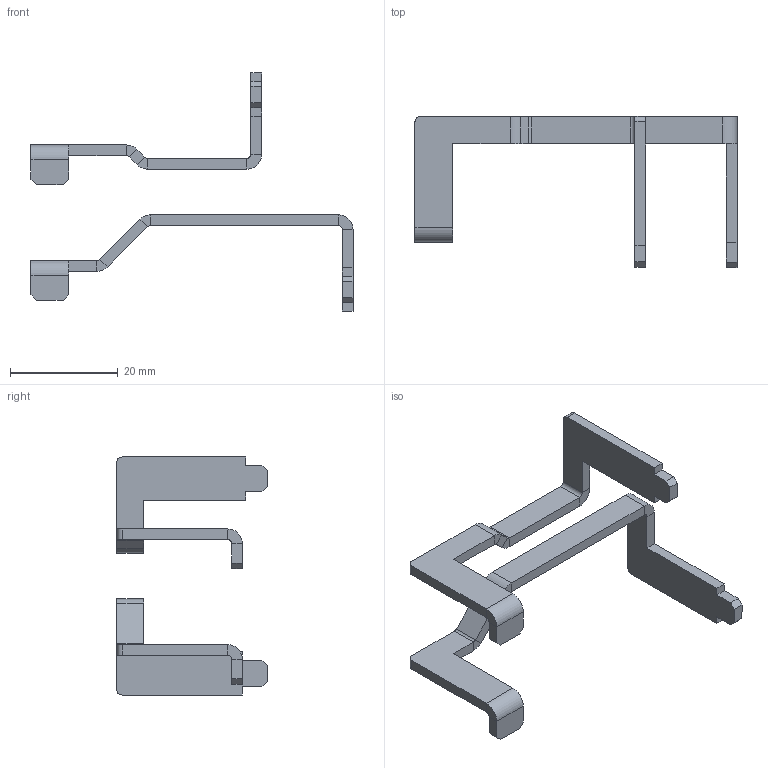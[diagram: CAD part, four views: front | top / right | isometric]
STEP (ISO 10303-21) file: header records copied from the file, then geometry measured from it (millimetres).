
FILE_DESCRIPTION (( 'STEP AP203' ), '1' );
FILE_NAME ('CT BUS BAR ASSY_SMA_9523_1.STEP', '2023-09-05T23:50:42', ( '' ), ( '' ), 'SwSTEP 2.0', 'SolidWorks 2022', '' );
FILE_SCHEMA (( 'CONFIG_CONTROL_DESIGN' ));
Length unit declared in the file: millimetre
Products named in the file (3): CT BUS BAR 1_SM; CT BUS BAR 2_SM; CT BUS BAR ASSY_SMA_9523_1
Assembly tree (2 placements, depth 2):
  CT BUS BAR ASSY_SMA_9523_1
    CT BUS BAR 2_SM
    CT BUS BAR 1_SM
Bounding box: 59.87 x 28 x 44.25 mm (x, y, z)
Volume: 2691.1 mm3; surface area: 3635.3 mm2
Topology: 2 solids, 2 shells, 104 faces, 236 edges, 136 vertices
Faces by surface type: plane 84, cylinder 20
Entity records: 3113 total; most frequent: DIRECTION 494, CARTESIAN_POINT 481, ORIENTED_EDGE 472, EDGE_CURVE 236, LINE 196, VECTOR 196, AXIS2_PLACEMENT_3D 149, VERTEX_POINT 136
